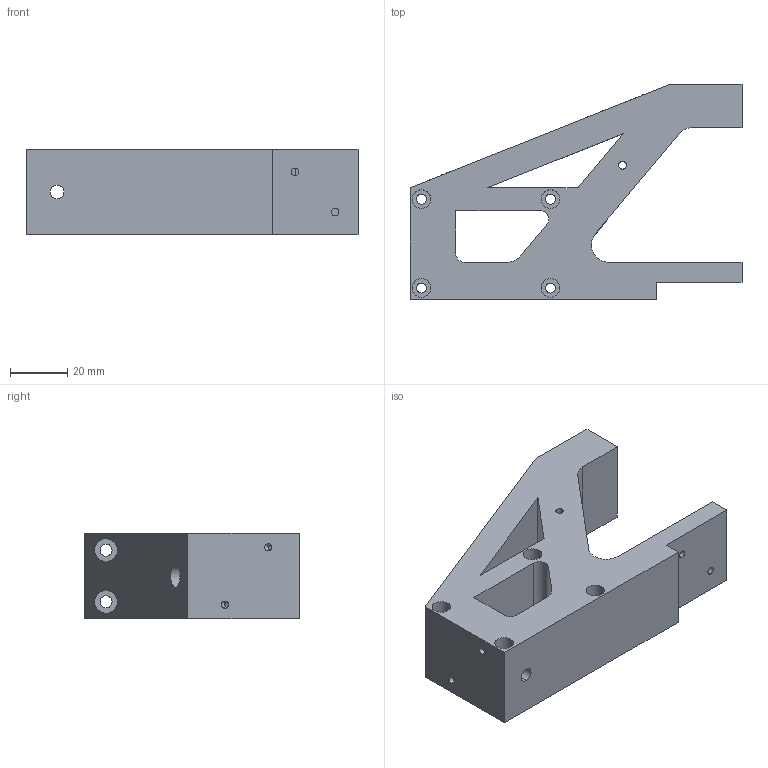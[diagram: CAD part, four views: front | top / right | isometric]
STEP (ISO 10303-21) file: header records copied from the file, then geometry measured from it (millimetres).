
FILE_DESCRIPTION (( 'STEP AP203' ), '1' );
FILE_NAME ('truss end (ULTIMATE).STEP', '2019-01-01T18:02:54', ( '' ), ( '' ), 'SwSTEP 2.0', 'SolidWorks 2018', '' );
FILE_SCHEMA (( 'CONFIG_CONTROL_DESIGN' ));
Length unit declared in the file: millimetre
Products named in the file (1): truss end (ULTIMATE)
Bounding box: 115.85 x 75 x 30 mm (x, y, z)
Volume: 118815 mm3; surface area: 32642 mm2
Topology: 1 solids, 1 shells, 75 faces, 197 edges, 128 vertices
Faces by surface type: cylinder 44, plane 27, cone 4
Entity records: 2496 total; most frequent: CARTESIAN_POINT 473, DIRECTION 419, ORIENTED_EDGE 386, EDGE_CURVE 193, AXIS2_PLACEMENT_3D 158, VERTEX_POINT 128, EDGE_LOOP 109, LINE 103
